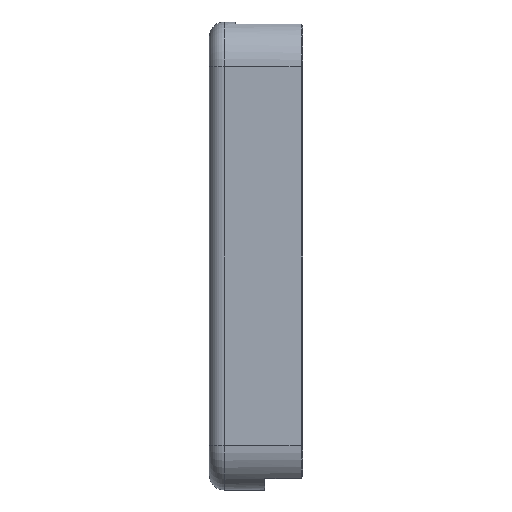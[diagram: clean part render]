
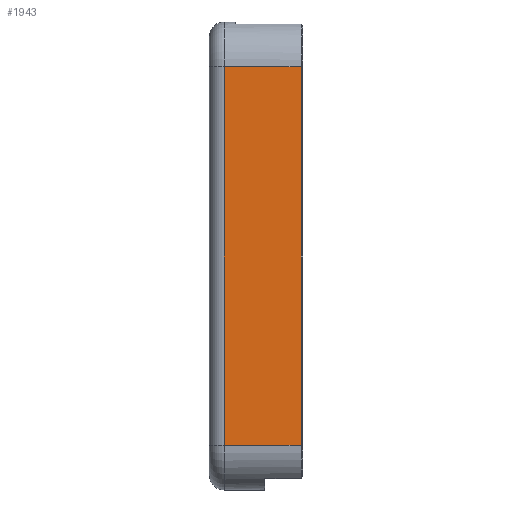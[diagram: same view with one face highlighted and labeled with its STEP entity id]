
A CAD part, left-side view. The second image highlights one B-rep face of the part: STEP entity #1943.
In plain terms, the highlighted planar face has unit normal (-1, 0, 0).
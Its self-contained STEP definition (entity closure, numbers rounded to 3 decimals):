
#2 = DIRECTION ( 'NONE',  ( 0., 1., 0. ) ) ;
#170 = VECTOR ( 'NONE', #2, 1000. ) ;
#215 = CARTESIAN_POINT ( 'NONE',  ( -8., 0., 0. ) ) ;
#268 = DIRECTION ( 'NONE',  ( 0., 0., 1. ) ) ;
#283 = EDGE_CURVE ( 'NONE', #1826, #579, #1991, .T. ) ;
#370 = VERTEX_POINT ( 'NONE', #1157 ) ;
#457 = AXIS2_PLACEMENT_3D ( 'NONE', #2179, #576, #599 ) ;
#529 = EDGE_LOOP ( 'NONE', ( #570, #1990, #762, #912 ) ) ;
#535 = EDGE_CURVE ( 'NONE', #579, #370, #1406, .T. ) ;
#570 = ORIENTED_EDGE ( 'NONE', *, *, #1119, .T. ) ;
#576 = DIRECTION ( 'NONE',  ( 1., 0., 0. ) ) ;
#579 = VERTEX_POINT ( 'NONE', #2099 ) ;
#599 = DIRECTION ( 'NONE',  ( 0., 0., 1. ) ) ;
#718 = CARTESIAN_POINT ( 'NONE',  ( -8., 23., 0. ) ) ;
#749 = DIRECTION ( 'NONE',  ( 0., 0., -1. ) ) ;
#762 = ORIENTED_EDGE ( 'NONE', *, *, #535, .T. ) ;
#808 = VECTOR ( 'NONE', #749, 1000. ) ;
#893 = VECTOR ( 'NONE', #915, 1000. ) ;
#896 = VECTOR ( 'NONE', #268, 1000. ) ;
#912 = ORIENTED_EDGE ( 'NONE', *, *, #1524, .T. ) ;
#915 = DIRECTION ( 'NONE',  ( 0., -1., 0. ) ) ;
#1119 = EDGE_CURVE ( 'NONE', #1873, #1826, #1253, .T. ) ;
#1157 = CARTESIAN_POINT ( 'NONE',  ( -8., 23., 50.754 ) ) ;
#1245 = CARTESIAN_POINT ( 'NONE',  ( -8., 0., 50.754 ) ) ;
#1253 = LINE ( 'NONE', #215, #893 ) ;
#1276 = LINE ( 'NONE', #2111, #808 ) ;
#1406 = LINE ( 'NONE', #1245, #170 ) ;
#1490 = FACE_OUTER_BOUND ( 'NONE', #529, .T. ) ;
#1524 = EDGE_CURVE ( 'NONE', #370, #1873, #1276, .T. ) ;
#1572 = CARTESIAN_POINT ( 'NONE',  ( -8., 12.7, 0. ) ) ;
#1810 = PLANE ( 'NONE',  #457 ) ;
#1826 = VERTEX_POINT ( 'NONE', #1572 ) ;
#1873 = VERTEX_POINT ( 'NONE', #718 ) ;
#1943 = ADVANCED_FACE ( 'NONE', ( #1490 ), #1810, .F. ) ;
#1990 = ORIENTED_EDGE ( 'NONE', *, *, #283, .T. ) ;
#1991 = LINE ( 'NONE', #2155, #896 ) ;
#2099 = CARTESIAN_POINT ( 'NONE',  ( -8., 12.7, 50.754 ) ) ;
#2111 = CARTESIAN_POINT ( 'NONE',  ( -8., 23., -6. ) ) ;
#2155 = CARTESIAN_POINT ( 'NONE',  ( -8., 12.7, -6. ) ) ;
#2179 = CARTESIAN_POINT ( 'NONE',  ( -8., 0., -6. ) ) ;
